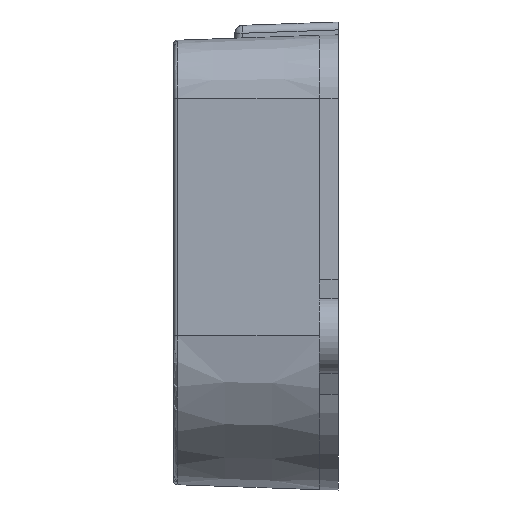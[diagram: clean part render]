
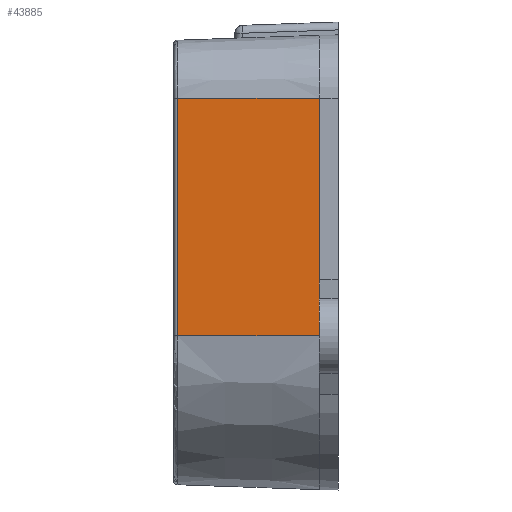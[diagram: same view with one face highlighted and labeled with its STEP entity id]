
A CAD part, left-side view. The second image highlights one B-rep face of the part: STEP entity #43885.
In plain terms, the highlighted planar face has unit normal (-0.999, 0.035, 0).
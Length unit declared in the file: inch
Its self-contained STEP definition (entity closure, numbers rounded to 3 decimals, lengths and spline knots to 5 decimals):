
#5209 = CARTESIAN_POINT ( 'NONE',  ( 0.15912, 0.84459, 1.92288 ) ) ;
#5810 = CARTESIAN_POINT ( 'NONE',  ( 0.17877, 1.40751, 0.98088 ) ) ;
#7816 = DIRECTION ( 'NONE',  ( 0., 0., 1. ) ) ;
#7924 = EDGE_CURVE ( 'NONE', #42301, #26305, #36135, .T. ) ;
#8409 = EDGE_CURVE ( 'NONE', #42301, #12245, #13684, .T. ) ;
#10298 = FACE_OUTER_BOUND ( 'NONE', #27597, .T. ) ;
#11838 = VECTOR ( 'NONE', #40939, 39.37008 ) ;
#12245 = VERTEX_POINT ( 'NONE', #16771 ) ;
#12839 = DIRECTION ( 'NONE',  ( -0.035, -0.999, 0. ) ) ;
#13684 = LINE ( 'NONE', #38066, #52917 ) ;
#13754 = ORIENTED_EDGE ( 'NONE', *, *, #43336, .T. ) ;
#14525 = CARTESIAN_POINT ( 'NONE',  ( 0.15912, 0.84459, 1.92288 ) ) ;
#15250 = AXIS2_PLACEMENT_3D ( 'NONE', #5209, #39970, #53426 ) ;
#16771 = CARTESIAN_POINT ( 'NONE',  ( 0.17877, 1.40751, 1.92288 ) ) ;
#16963 = CARTESIAN_POINT ( 'NONE',  ( 0.15912, 0.84459, 0.98088 ) ) ;
#23309 = LINE ( 'NONE', #14525, #11838 ) ;
#24171 = ORIENTED_EDGE ( 'NONE', *, *, #8409, .F. ) ;
#26305 = VERTEX_POINT ( 'NONE', #44285 ) ;
#27597 = EDGE_LOOP ( 'NONE', ( #31138, #24171, #36467, #13754 ) ) ;
#30142 = VECTOR ( 'NONE', #46696, 39.37008 ) ;
#31138 = ORIENTED_EDGE ( 'NONE', *, *, #40921, .F. ) ;
#35905 = VERTEX_POINT ( 'NONE', #38850 ) ;
#36028 = PLANE ( 'NONE',  #15250 ) ;
#36135 = LINE ( 'NONE', #16963, #53738 ) ;
#36467 = ORIENTED_EDGE ( 'NONE', *, *, #7924, .T. ) ;
#38066 = CARTESIAN_POINT ( 'NONE',  ( 0.17877, 1.40751, 1.92288 ) ) ;
#38850 = CARTESIAN_POINT ( 'NONE',  ( 0.15912, 0.84459, 1.92288 ) ) ;
#39970 = DIRECTION ( 'NONE',  ( -0.999, 0.035, 0. ) ) ;
#40921 = EDGE_CURVE ( 'NONE', #12245, #35905, #41573, .T. ) ;
#40939 = DIRECTION ( 'NONE',  ( 0., 0., 1. ) ) ;
#41573 = LINE ( 'NONE', #42307, #30142 ) ;
#42301 = VERTEX_POINT ( 'NONE', #5810 ) ;
#42307 = CARTESIAN_POINT ( 'NONE',  ( -685.88539, -19644.8997, 1.92288 ) ) ;
#43336 = EDGE_CURVE ( 'NONE', #26305, #35905, #23309, .T. ) ;
#43885 = ADVANCED_FACE ( 'NONE', ( #10298 ), #36028, .T. ) ;
#44285 = CARTESIAN_POINT ( 'NONE',  ( 0.15912, 0.84459, 0.98088 ) ) ;
#46696 = DIRECTION ( 'NONE',  ( -0.035, -0.999, 0. ) ) ;
#52917 = VECTOR ( 'NONE', #7816, 39.37008 ) ;
#53426 = DIRECTION ( 'NONE',  ( -0.035, -0.999, 0. ) ) ;
#53738 = VECTOR ( 'NONE', #12839, 39.37008 ) ;
